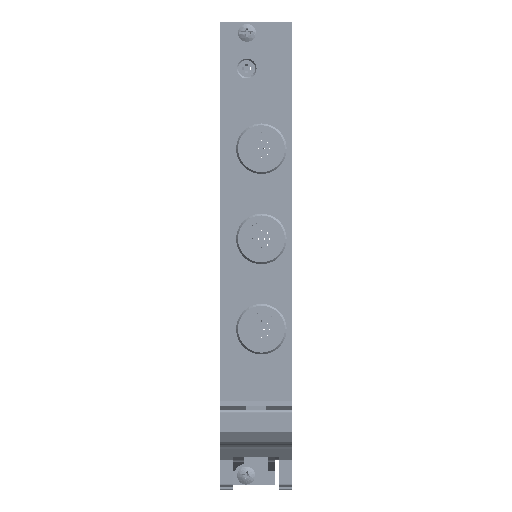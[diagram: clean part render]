
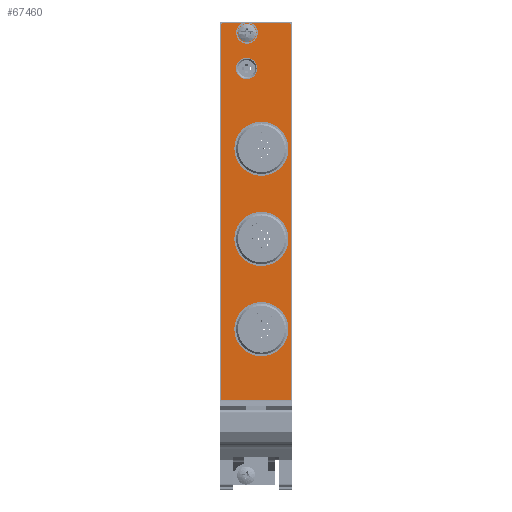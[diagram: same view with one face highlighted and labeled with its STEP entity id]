
A CAD part, top view. The second image highlights one B-rep face of the part: STEP entity #67460.
In plain terms, the highlighted planar face has unit normal (0, 0, 1).
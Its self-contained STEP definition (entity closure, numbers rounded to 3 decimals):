
#2846 = CARTESIAN_POINT ( 'NONE',  ( -47.346, -14.361, -1.537 ) ) ;
#2850 = DIRECTION ( 'NONE',  ( 0., 1., 0. ) ) ;
#2854 = DIRECTION ( 'NONE',  ( 0., -1., 0. ) ) ;
#2858 = CARTESIAN_POINT ( 'NONE',  ( -27.946, 89.339, -1.537 ) ) ;
#2859 = CARTESIAN_POINT ( 'NONE',  ( -28.246, -14.361, -1.537 ) ) ;
#2860 = DIRECTION ( 'NONE',  ( 0., 0., 1. ) ) ;
#2861 = DIRECTION ( 'NONE',  ( -1., 0., 0. ) ) ;
#2862 = DIRECTION ( 'NONE',  ( 1., 0., 0. ) ) ;
#2863 = CARTESIAN_POINT ( 'NONE',  ( -47.046, 89.339, -1.537 ) ) ;
#2864 = DIRECTION ( 'NONE',  ( 0., 0., 1. ) ) ;
#2865 = DIRECTION ( 'NONE',  ( -1., 0., 0. ) ) ;
#2866 = CARTESIAN_POINT ( 'NONE',  ( -38.59, 88.939, -1.537 ) ) ;
#2867 = CARTESIAN_POINT ( 'NONE',  ( -41.703, 85.139, -1.537 ) ) ;
#2868 = DIRECTION ( 'NONE',  ( -1., 0., 0. ) ) ;
#2869 = CARTESIAN_POINT ( 'NONE',  ( -40.646, 87.039, -1.537 ) ) ;
#2870 = DIRECTION ( 'NONE',  ( 0., 0., 1. ) ) ;
#2871 = DIRECTION ( 'NONE',  ( 1., 0., 0. ) ) ;
#2873 = CARTESIAN_POINT ( 'NONE',  ( -39.646, 87.039, -1.537 ) ) ;
#2874 = DIRECTION ( 'NONE',  ( 0., 0., 1. ) ) ;
#2875 = DIRECTION ( 'NONE',  ( 1., 0., 0. ) ) ;
#4642 = CARTESIAN_POINT ( 'NONE',  ( -28.246, -14.661, -1.537 ) ) ;
#4647 = DIRECTION ( 'NONE',  ( 1., 0., 0. ) ) ;
#4675 = CARTESIAN_POINT ( 'NONE',  ( -28.246, 89.339, -1.537 ) ) ;
#4678 = DIRECTION ( 'NONE',  ( 0., 0., 1. ) ) ;
#4680 = DIRECTION ( 'NONE',  ( -1., 0., 0. ) ) ;
#4699 = CARTESIAN_POINT ( 'NONE',  ( -40.246, 77.139, -1.537 ) ) ;
#4702 = DIRECTION ( 'NONE',  ( 0., 0., 1. ) ) ;
#4705 = DIRECTION ( 'NONE',  ( 1., 0., 0. ) ) ;
#4713 = CARTESIAN_POINT ( 'NONE',  ( -36.146, 54.939, -1.537 ) ) ;
#4716 = DIRECTION ( 'NONE',  ( 0., 0., 1. ) ) ;
#4717 = DIRECTION ( 'NONE',  ( 1., 0., 0. ) ) ;
#4725 = CARTESIAN_POINT ( 'NONE',  ( -47.046, -14.361, -1.537 ) ) ;
#4728 = DIRECTION ( 'NONE',  ( 0., 0., 1. ) ) ;
#4731 = DIRECTION ( 'NONE',  ( 1., 0., 0. ) ) ;
#4747 = CARTESIAN_POINT ( 'NONE',  ( -36.146, 4.939, -1.537 ) ) ;
#4750 = DIRECTION ( 'NONE',  ( 0., 0., 1. ) ) ;
#4753 = DIRECTION ( 'NONE',  ( 1., 0., 0. ) ) ;
#4872 = CARTESIAN_POINT ( 'NONE',  ( -47.046, 89.639, -1.537 ) ) ;
#4877 = DIRECTION ( 'NONE',  ( -1., 0., 0. ) ) ;
#4899 = CARTESIAN_POINT ( 'NONE',  ( -36.146, 29.939, -1.537 ) ) ;
#4902 = DIRECTION ( 'NONE',  ( 0., 0., 1. ) ) ;
#4905 = DIRECTION ( 'NONE',  ( 1., 0., 0. ) ) ;
#7394 = EDGE_CURVE ( 'NONE', #223745, #223749, #200518, .T. ) ;
#7396 = EDGE_CURVE ( 'NONE', #223749, #223730, #200393, .T. ) ;
#7398 = EDGE_CURVE ( 'NONE', #223666, #223712, #200504, .T. ) ;
#7401 = EDGE_CURVE ( 'NONE', #223712, #223734, #200524, .T. ) ;
#7404 = EDGE_CURVE ( 'NONE', #223741, #223757, #200527, .T. ) ;
#7407 = EDGE_CURVE ( 'NONE', #223723, #223741, #200507, .T. ) ;
#7409 = EDGE_CURVE ( 'NONE', #223761, #223723, #200538, .T. ) ;
#7412 = EDGE_CURVE ( 'NONE', #223757, #223761, #200540, .T. ) ;
#8382 = EDGE_CURVE ( 'NONE', #223727, #223745, #105838, .T. ) ;
#8390 = EDGE_CURVE ( 'NONE', #223730, #223719, #105875, .T. ) ;
#8396 = EDGE_CURVE ( 'NONE', #32122, #32122, #105856, .T. ) ;
#8399 = EDGE_CURVE ( 'NONE', #32124, #32124, #105888, .T. ) ;
#8401 = EDGE_CURVE ( 'NONE', #223734, #223727, #105893, .T. ) ;
#8411 = EDGE_CURVE ( 'NONE', #32125, #32125, #105902, .T. ) ;
#8451 = EDGE_CURVE ( 'NONE', #223719, #223666, #105995, .T. ) ;
#8456 = EDGE_CURVE ( 'NONE', #32133, #32133, #106024, .T. ) ;
#32122 = VERTEX_POINT ( 'NONE', #163189 ) ;
#32124 = VERTEX_POINT ( 'NONE', #163190 ) ;
#32125 = VERTEX_POINT ( 'NONE', #163191 ) ;
#32133 = VERTEX_POINT ( 'NONE', #163195 ) ;
#67460 = ADVANCED_FACE ( 'NONE', ( #198496, #198508, #198499, #198494, #198502, #198510 ), #209613, .T. ) ;
#72755 = CARTESIAN_POINT ( 'NONE',  ( -47.046, 89.639, -1.537 ) ) ;
#72818 = CARTESIAN_POINT ( 'NONE',  ( -47.346, 89.339, -1.537 ) ) ;
#72825 = CARTESIAN_POINT ( 'NONE',  ( -47.046, -14.661, -1.537 ) ) ;
#72828 = CARTESIAN_POINT ( 'NONE',  ( -28.246, 89.639, -1.537 ) ) ;
#72833 = CARTESIAN_POINT ( 'NONE',  ( -38.59, 85.139, -1.537 ) ) ;
#72843 = CARTESIAN_POINT ( 'NONE',  ( -27.946, 89.339, -1.537 ) ) ;
#72850 = CARTESIAN_POINT ( 'NONE',  ( -47.346, -14.361, -1.537 ) ) ;
#72853 = CARTESIAN_POINT ( 'NONE',  ( -28.246, -14.661, -1.537 ) ) ;
#72858 = CARTESIAN_POINT ( 'NONE',  ( -38.59, 88.939, -1.537 ) ) ;
#72866 = CARTESIAN_POINT ( 'NONE',  ( -41.703, 88.939, -1.537 ) ) ;
#72868 = CARTESIAN_POINT ( 'NONE',  ( -27.946, -14.361, -1.537 ) ) ;
#72883 = CARTESIAN_POINT ( 'NONE',  ( -41.703, 85.139, -1.537 ) ) ;
#105838 = LINE ( 'NONE', #4642, #105852 ) ;
#105852 = VECTOR ( 'NONE', #4647, 1000. ) ;
#105856 = CIRCLE ( 'NONE', #208072, 2.95 ) ;
#105875 = CIRCLE ( 'NONE', #208068, 0.3 ) ;
#105888 = CIRCLE ( 'NONE', #208075, 7.5 ) ;
#105893 = CIRCLE ( 'NONE', #208077, 0.3 ) ;
#105902 = CIRCLE ( 'NONE', #208079, 7.5 ) ;
#105995 = LINE ( 'NONE', #4872, #106010 ) ;
#106010 = VECTOR ( 'NONE', #4877, 1000. ) ;
#106024 = CIRCLE ( 'NONE', #208096, 7.5 ) ;
#163189 = CARTESIAN_POINT ( 'NONE',  ( -37.296, 77.139, -1.537 ) ) ;
#163190 = CARTESIAN_POINT ( 'NONE',  ( -28.646, 54.939, -1.537 ) ) ;
#163191 = CARTESIAN_POINT ( 'NONE',  ( -28.646, 4.939, -1.537 ) ) ;
#163195 = CARTESIAN_POINT ( 'NONE',  ( -28.646, 29.939, -1.537 ) ) ;
#198494 = FACE_BOUND ( 'NONE', #225184, .T. ) ;
#198496 = FACE_BOUND ( 'NONE', #226498, .T. ) ;
#198499 = FACE_OUTER_BOUND ( 'NONE', #226866, .T. ) ;
#198502 = FACE_BOUND ( 'NONE', #226338, .T. ) ;
#198508 = FACE_BOUND ( 'NONE', #227006, .T. ) ;
#198510 = FACE_BOUND ( 'NONE', #226538, .T. ) ;
#200075 = ORIENTED_EDGE ( 'NONE', *, *, #7394, .T. ) ;
#200077 = ORIENTED_EDGE ( 'NONE', *, *, #7396, .T. ) ;
#200079 = ORIENTED_EDGE ( 'NONE', *, *, #7398, .T. ) ;
#200081 = ORIENTED_EDGE ( 'NONE', *, *, #8451, .T. ) ;
#200084 = ORIENTED_EDGE ( 'NONE', *, *, #8390, .T. ) ;
#200087 = ORIENTED_EDGE ( 'NONE', *, *, #7401, .T. ) ;
#200090 = ORIENTED_EDGE ( 'NONE', *, *, #7404, .F. ) ;
#200093 = ORIENTED_EDGE ( 'NONE', *, *, #7407, .F. ) ;
#200096 = ORIENTED_EDGE ( 'NONE', *, *, #7409, .F. ) ;
#200100 = ORIENTED_EDGE ( 'NONE', *, *, #7412, .F. ) ;
#200103 = ORIENTED_EDGE ( 'NONE', *, *, #8399, .F. ) ;
#200106 = ORIENTED_EDGE ( 'NONE', *, *, #8411, .F. ) ;
#200150 = ORIENTED_EDGE ( 'NONE', *, *, #8456, .F. ) ;
#200153 = ORIENTED_EDGE ( 'NONE', *, *, #8396, .F. ) ;
#200156 = ORIENTED_EDGE ( 'NONE', *, *, #8401, .T. ) ;
#200159 = ORIENTED_EDGE ( 'NONE', *, *, #8382, .T. ) ;
#200393 = LINE ( 'NONE', #2858, #200522 ) ;
#200504 = CIRCLE ( 'NONE', #207867, 0.3 ) ;
#200507 = CIRCLE ( 'NONE', #207869, 2.8 ) ;
#200518 = CIRCLE ( 'NONE', #207865, 0.3 ) ;
#200522 = VECTOR ( 'NONE', #2850, 1000. ) ;
#200524 = LINE ( 'NONE', #2846, #200529 ) ;
#200527 = LINE ( 'NONE', #2866, #200535 ) ;
#200529 = VECTOR ( 'NONE', #2854, 1000. ) ;
#200535 = VECTOR ( 'NONE', #2868, 1000. ) ;
#200538 = LINE ( 'NONE', #2867, #200543 ) ;
#200540 = CIRCLE ( 'NONE', #207871, 2.8 ) ;
#200543 = VECTOR ( 'NONE', #2862, 1000. ) ;
#207865 = AXIS2_PLACEMENT_3D ( 'NONE', #2859, #2860, #2861 ) ;
#207867 = AXIS2_PLACEMENT_3D ( 'NONE', #2863, #2864, #2865 ) ;
#207869 = AXIS2_PLACEMENT_3D ( 'NONE', #2869, #2870, #2871 ) ;
#207871 = AXIS2_PLACEMENT_3D ( 'NONE', #2873, #2874, #2875 ) ;
#208068 = AXIS2_PLACEMENT_3D ( 'NONE', #4675, #4678, #4680 ) ;
#208072 = AXIS2_PLACEMENT_3D ( 'NONE', #4699, #4702, #4705 ) ;
#208075 = AXIS2_PLACEMENT_3D ( 'NONE', #4713, #4716, #4717 ) ;
#208077 = AXIS2_PLACEMENT_3D ( 'NONE', #4725, #4728, #4731 ) ;
#208079 = AXIS2_PLACEMENT_3D ( 'NONE', #4747, #4750, #4753 ) ;
#208096 = AXIS2_PLACEMENT_3D ( 'NONE', #4899, #4902, #4905 ) ;
#209613 = PLANE ( 'NONE',  #252888 ) ;
#209632 = CARTESIAN_POINT ( 'NONE',  ( -47.046, -14.361, -1.537 ) ) ;
#209634 = DIRECTION ( 'NONE',  ( 0., 0., 1. ) ) ;
#209636 = DIRECTION ( 'NONE',  ( 1., 0., 0. ) ) ;
#223666 = VERTEX_POINT ( 'NONE', #72755 ) ;
#223712 = VERTEX_POINT ( 'NONE', #72818 ) ;
#223719 = VERTEX_POINT ( 'NONE', #72828 ) ;
#223723 = VERTEX_POINT ( 'NONE', #72833 ) ;
#223727 = VERTEX_POINT ( 'NONE', #72825 ) ;
#223730 = VERTEX_POINT ( 'NONE', #72843 ) ;
#223734 = VERTEX_POINT ( 'NONE', #72850 ) ;
#223741 = VERTEX_POINT ( 'NONE', #72858 ) ;
#223745 = VERTEX_POINT ( 'NONE', #72853 ) ;
#223749 = VERTEX_POINT ( 'NONE', #72868 ) ;
#223757 = VERTEX_POINT ( 'NONE', #72866 ) ;
#223761 = VERTEX_POINT ( 'NONE', #72883 ) ;
#225184 = EDGE_LOOP ( 'NONE', ( #200090, #200093, #200096, #200100 ) ) ;
#226338 = EDGE_LOOP ( 'NONE', ( #200103 ) ) ;
#226498 = EDGE_LOOP ( 'NONE', ( #200150 ) ) ;
#226538 = EDGE_LOOP ( 'NONE', ( #200106 ) ) ;
#226866 = EDGE_LOOP ( 'NONE', ( #200156, #200159, #200075, #200077, #200084, #200081, #200079, #200087 ) ) ;
#227006 = EDGE_LOOP ( 'NONE', ( #200153 ) ) ;
#252888 = AXIS2_PLACEMENT_3D ( 'NONE', #209632, #209634, #209636 ) ;
